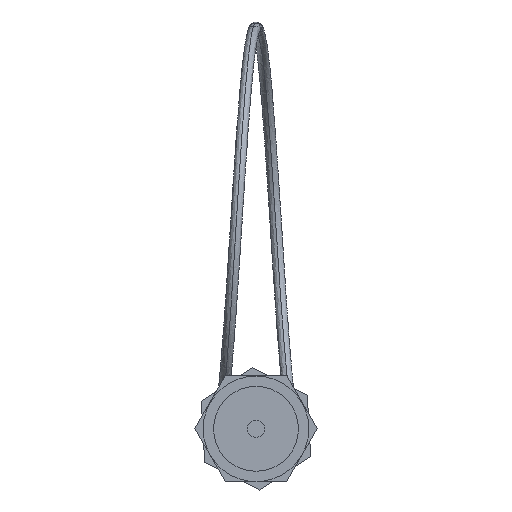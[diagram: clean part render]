
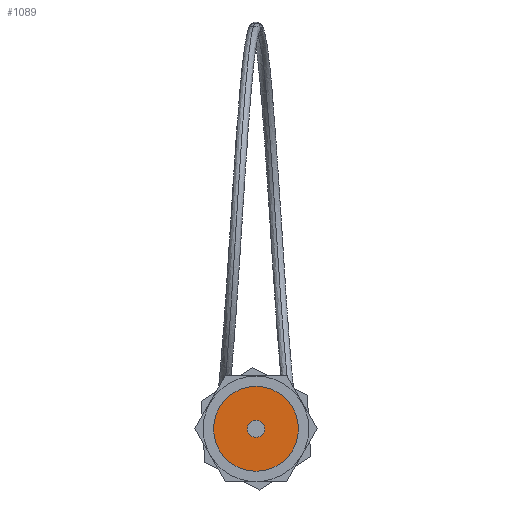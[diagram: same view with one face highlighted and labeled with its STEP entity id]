
A CAD part, front view. The second image highlights one B-rep face of the part: STEP entity #1089.
In plain terms, the highlighted planar face has unit normal (0, -1, 0).
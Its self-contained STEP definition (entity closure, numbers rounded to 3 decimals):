
#32 = CARTESIAN_POINT ( 'NONE',  ( 0., 2.794, 0. ) ) ;
#76 = CARTESIAN_POINT ( 'NONE',  ( 0., 2.794, -3.175 ) ) ;
#81 = VERTEX_POINT ( 'NONE', #2448 ) ;
#212 = AXIS2_PLACEMENT_3D ( 'NONE', #1808, #1362, #2727 ) ;
#216 = EDGE_CURVE ( 'NONE', #2904, #2097, #1490, .T. ) ;
#237 = CIRCLE ( 'NONE', #1687, 0.65 ) ;
#276 = DIRECTION ( 'NONE',  ( 0., -1., 0. ) ) ;
#422 = DIRECTION ( 'NONE',  ( 0., 0., -1. ) ) ;
#501 = DIRECTION ( 'NONE',  ( 0., 0., -1. ) ) ;
#517 = AXIS2_PLACEMENT_3D ( 'NONE', #2873, #1517, #422 ) ;
#539 = EDGE_CURVE ( 'NONE', #81, #1765, #1291, .T. ) ;
#629 = DIRECTION ( 'NONE',  ( 0., -1., 0. ) ) ;
#723 = EDGE_LOOP ( 'NONE', ( #2688, #2163 ) ) ;
#788 = EDGE_CURVE ( 'NONE', #2097, #2904, #1218, .T. ) ;
#789 = CARTESIAN_POINT ( 'NONE',  ( 0., 2.794, 3.175 ) ) ;
#1042 = EDGE_LOOP ( 'NONE', ( #1279, #2494 ) ) ;
#1068 = CARTESIAN_POINT ( 'NONE',  ( 0., 2.794, 0. ) ) ;
#1078 = AXIS2_PLACEMENT_3D ( 'NONE', #32, #276, #501 ) ;
#1089 = ADVANCED_FACE ( 'NONE', ( #2092, #1703 ), #2646, .T. ) ;
#1218 = CIRCLE ( 'NONE', #212, 3.175 ) ;
#1279 = ORIENTED_EDGE ( 'NONE', *, *, #539, .F. ) ;
#1291 = CIRCLE ( 'NONE', #1585, 0.65 ) ;
#1309 = DIRECTION ( 'NONE',  ( 0., 0., -1. ) ) ;
#1362 = DIRECTION ( 'NONE',  ( 0., -1., 0. ) ) ;
#1490 = CIRCLE ( 'NONE', #1078, 3.175 ) ;
#1505 = CARTESIAN_POINT ( 'NONE',  ( 0., 2.794, 0. ) ) ;
#1517 = DIRECTION ( 'NONE',  ( 0., -1., 0. ) ) ;
#1569 = CARTESIAN_POINT ( 'NONE',  ( 0., 2.794, 0.65 ) ) ;
#1585 = AXIS2_PLACEMENT_3D ( 'NONE', #1505, #2632, #1309 ) ;
#1687 = AXIS2_PLACEMENT_3D ( 'NONE', #1068, #629, #2625 ) ;
#1703 = FACE_OUTER_BOUND ( 'NONE', #723, .T. ) ;
#1765 = VERTEX_POINT ( 'NONE', #1569 ) ;
#1808 = CARTESIAN_POINT ( 'NONE',  ( 0., 2.794, 0. ) ) ;
#2092 = FACE_BOUND ( 'NONE', #1042, .T. ) ;
#2097 = VERTEX_POINT ( 'NONE', #789 ) ;
#2163 = ORIENTED_EDGE ( 'NONE', *, *, #788, .T. ) ;
#2448 = CARTESIAN_POINT ( 'NONE',  ( 0., 2.794, -0.65 ) ) ;
#2494 = ORIENTED_EDGE ( 'NONE', *, *, #2634, .F. ) ;
#2625 = DIRECTION ( 'NONE',  ( 0., 0., -1. ) ) ;
#2632 = DIRECTION ( 'NONE',  ( 0., -1., 0. ) ) ;
#2634 = EDGE_CURVE ( 'NONE', #1765, #81, #237, .T. ) ;
#2646 = PLANE ( 'NONE',  #517 ) ;
#2688 = ORIENTED_EDGE ( 'NONE', *, *, #216, .T. ) ;
#2727 = DIRECTION ( 'NONE',  ( 0., 0., -1. ) ) ;
#2873 = CARTESIAN_POINT ( 'NONE',  ( 0., 2.794, 0. ) ) ;
#2904 = VERTEX_POINT ( 'NONE', #76 ) ;
